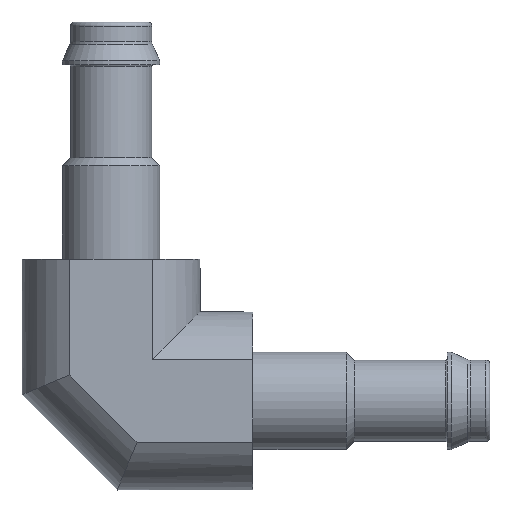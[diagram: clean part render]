
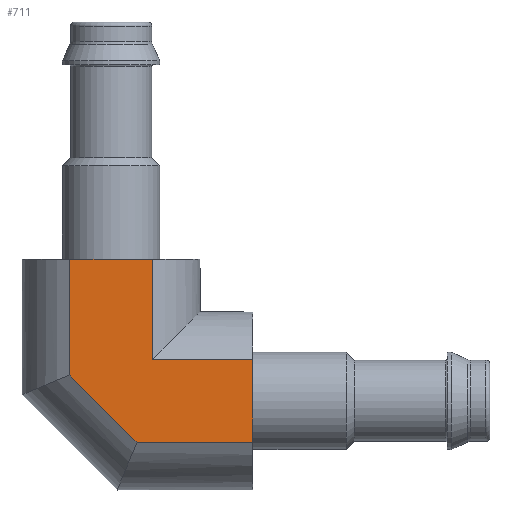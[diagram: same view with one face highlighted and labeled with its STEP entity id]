
A CAD part, front view. The second image highlights one B-rep face of the part: STEP entity #711.
In plain terms, the highlighted planar face has unit normal (0, -1, 0).
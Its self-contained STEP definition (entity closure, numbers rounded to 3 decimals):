
#35=PLANE('',#772);
#40=LINE('',#978,#54);
#42=LINE('',#990,#56);
#49=LINE('',#1041,#63);
#50=LINE('',#1044,#64);
#51=LINE('',#1045,#65);
#52=LINE('',#1046,#66);
#53=LINE('',#1048,#67);
#54=VECTOR('',#823,1000.);
#56=VECTOR('',#833,1000.);
#63=VECTOR('',#894,1000.);
#64=VECTOR('',#895,1000.);
#65=VECTOR('',#896,1000.);
#66=VECTOR('',#897,1000.);
#67=VECTOR('',#898,1000.);
#117=ORIENTED_EDGE('',*,*,#202,.T.);
#118=ORIENTED_EDGE('',*,*,#203,.T.);
#119=ORIENTED_EDGE('',*,*,#177,.F.);
#120=ORIENTED_EDGE('',*,*,#204,.F.);
#121=ORIENTED_EDGE('',*,*,#182,.T.);
#122=ORIENTED_EDGE('',*,*,#205,.F.);
#123=ORIENTED_EDGE('',*,*,#206,.F.);
#177=EDGE_CURVE('',#226,#227,#40,.T.);
#182=EDGE_CURVE('',#232,#230,#42,.T.);
#202=EDGE_CURVE('',#249,#250,#49,.T.);
#203=EDGE_CURVE('',#250,#227,#50,.T.);
#204=EDGE_CURVE('',#232,#226,#51,.T.);
#205=EDGE_CURVE('',#251,#230,#52,.T.);
#206=EDGE_CURVE('',#249,#251,#53,.T.);
#226=VERTEX_POINT('',#979);
#227=VERTEX_POINT('',#980);
#230=VERTEX_POINT('',#988);
#232=VERTEX_POINT('',#991);
#249=VERTEX_POINT('',#1042);
#250=VERTEX_POINT('',#1043);
#251=VERTEX_POINT('',#1047);
#327=EDGE_LOOP('',(#117,#118,#119,#120,#121,#122,#123));
#391=FACE_BOUND('',#327,.T.);
#711=ADVANCED_FACE('',(#391),#35,.F.);
#772=AXIS2_PLACEMENT_3D('',#1040,#892,#893);
#823=DIRECTION('',(-1.,0.,0.));
#833=DIRECTION('',(-1.,0.,0.));
#892=DIRECTION('',(0.,1.,0.));
#893=DIRECTION('',(0.,0.,1.));
#894=DIRECTION('',(0.,0.,-1.));
#895=DIRECTION('',(0.707,0.,-0.707));
#896=DIRECTION('',(0.,0.,-1.));
#897=DIRECTION('',(0.,0.,-1.));
#898=DIRECTION('',(1.,0.,0.));
#978=CARTESIAN_POINT('',(7.,-3.9,-2.037));
#979=CARTESIAN_POINT('',(7.,-3.9,-2.037));
#980=CARTESIAN_POINT('',(1.278,-3.9,-2.037));
#988=CARTESIAN_POINT('',(2.037,-3.9,2.037));
#990=CARTESIAN_POINT('',(7.,-3.9,2.037));
#991=CARTESIAN_POINT('',(7.,-3.9,2.037));
#1040=CARTESIAN_POINT('',(7.,-3.9,2.037));
#1041=CARTESIAN_POINT('',(-2.037,-3.9,7.));
#1042=CARTESIAN_POINT('',(-2.037,-3.9,7.));
#1043=CARTESIAN_POINT('',(-2.037,-3.9,1.278));
#1044=CARTESIAN_POINT('',(-5.33,-3.9,4.57));
#1045=CARTESIAN_POINT('',(7.,-3.9,2.037));
#1046=CARTESIAN_POINT('',(2.037,-3.9,7.));
#1047=CARTESIAN_POINT('',(2.037,-3.9,7.));
#1048=CARTESIAN_POINT('',(-2.037,-3.9,7.));
